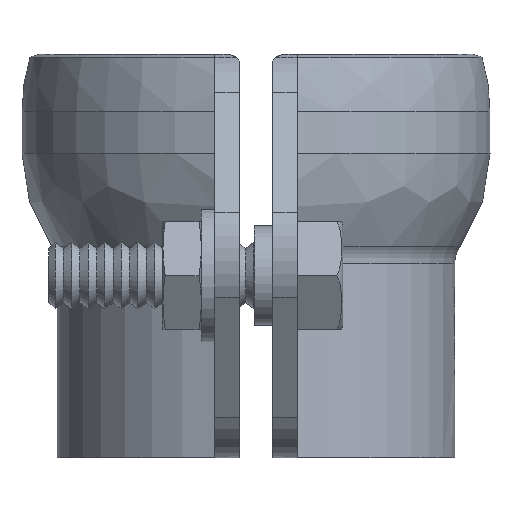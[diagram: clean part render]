
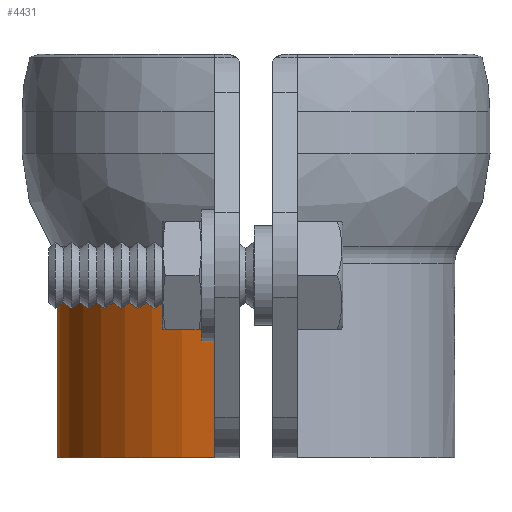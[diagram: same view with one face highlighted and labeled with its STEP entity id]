
A CAD part, left-side view. The second image highlights one B-rep face of the part: STEP entity #4431.
In plain terms, the highlighted cylindrical face has radius 240 mm (diameter 480 mm), a partial arc.
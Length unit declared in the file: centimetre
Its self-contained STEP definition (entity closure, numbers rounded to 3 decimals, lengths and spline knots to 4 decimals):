
#413=FACE_OUTER_BOUND('',#705,.T.);
#705=EDGE_LOOP('',(#3460,#3461,#3462,#3463));
#986=CIRCLE('',#4783,24.);
#999=CIRCLE('',#4805,24.);
#1255=LINE('',#7919,#1500);
#1268=LINE('',#8041,#1513);
#1500=VECTOR('',#5552,1.);
#1513=VECTOR('',#5607,1.);
#1983=VERTEX_POINT('',#7852);
#1984=VERTEX_POINT('',#7854);
#1995=VERTEX_POINT('',#7906);
#2016=VERTEX_POINT('',#8026);
#2486=EDGE_CURVE('',#1984,#1983,#986,.T.);
#2498=EDGE_CURVE('',#1995,#1983,#1255,.T.);
#2529=EDGE_CURVE('',#2016,#1995,#999,.T.);
#2530=EDGE_CURVE('',#1984,#2016,#1268,.T.);
#3460=ORIENTED_EDGE('',*,*,#2498,.F.);
#3461=ORIENTED_EDGE('',*,*,#2529,.F.);
#3462=ORIENTED_EDGE('',*,*,#2530,.F.);
#3463=ORIENTED_EDGE('',*,*,#2486,.T.);
#4309=CYLINDRICAL_SURFACE('',#4806,24.);
#4431=ADVANCED_FACE('',(#413),#4309,.T.);
#4783=AXIS2_PLACEMENT_3D('',#7855,#5541,#5542);
#4805=AXIS2_PLACEMENT_3D('',#8039,#5603,#5604);
#4806=AXIS2_PLACEMENT_3D('',#8040,#5605,#5606);
#5541=DIRECTION('center_axis',(0.,0.,
1.));
#5542=DIRECTION('ref_axis',(0.,1.,0.));
#5552=DIRECTION('',(0.,0.,-1.));
#5603=DIRECTION('center_axis',(0.,0.,
1.));
#5604=DIRECTION('ref_axis',(0.,1.,0.));
#5605=DIRECTION('center_axis',(0.,0.,
1.));
#5606=DIRECTION('ref_axis',(0.,1.,0.));
#5607=DIRECTION('',(0.,0.,1.));
#7852=CARTESIAN_POINT('',(1236.2987,103.2516,87.0962));
#7854=CARTESIAN_POINT('',(1283.2455,103.2516,87.0962));
#7855=CARTESIAN_POINT('Origin',(1259.7721,98.2516,87.0962));
#7906=CARTESIAN_POINT('',(1236.2987,103.2516,110.5915));
#7919=CARTESIAN_POINT('',(1236.2987,103.2516,98.8439));
#8026=CARTESIAN_POINT('',(1283.2455,103.2516,110.5915));
#8039=CARTESIAN_POINT('Origin',(1259.7721,98.2516,110.5915));
#8040=CARTESIAN_POINT('Origin',(1259.7721,98.2516,98.8439));
#8041=CARTESIAN_POINT('',(1283.2455,103.2516,98.8439));
